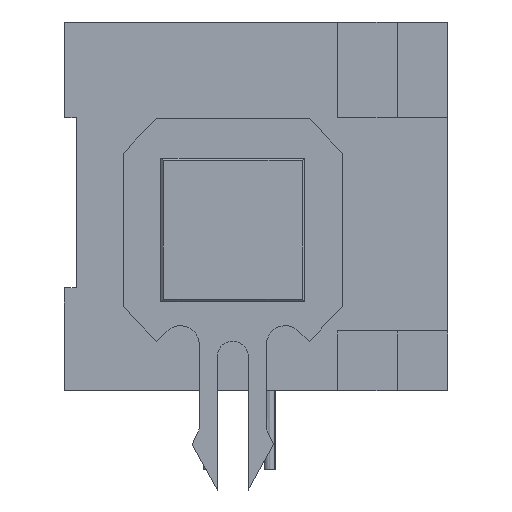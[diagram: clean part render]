
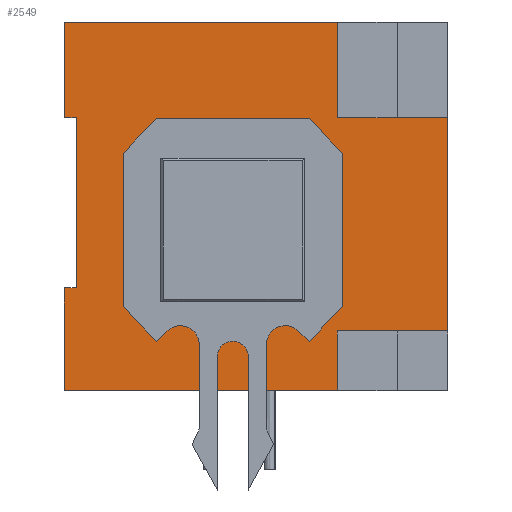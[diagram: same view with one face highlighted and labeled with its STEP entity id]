
A CAD part, left-side view. The second image highlights one B-rep face of the part: STEP entity #2549.
In plain terms, the highlighted planar face has unit normal (-1, 0, 0).
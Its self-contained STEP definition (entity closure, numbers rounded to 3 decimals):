
#2549 = ADVANCED_FACE( '', ( #5355, #5356 ), #5357, .T. );
#5355 = FACE_BOUND( '', #11339, .T. );
#5356 = FACE_OUTER_BOUND( '', #11340, .T. );
#5357 = PLANE( '', #11341 );
#11339 = EDGE_LOOP( '', ( #19218, #19219, #19220, #19221 ) );
#11340 = EDGE_LOOP( '', ( #19222, #19223, #19224, #19225, #19226, #19227, #19228, #19229, #19230, #19231, #19232, #19233 ) );
#11341 = AXIS2_PLACEMENT_3D( '', #19234, #19235, #19236 );
#19218 = ORIENTED_EDGE( '', *, *, #27459, .T. );
#19219 = ORIENTED_EDGE( '', *, *, #25798, .T. );
#19220 = ORIENTED_EDGE( '', *, *, #27491, .T. );
#19221 = ORIENTED_EDGE( '', *, *, #27492, .T. );
#19222 = ORIENTED_EDGE( '', *, *, #27493, .T. );
#19223 = ORIENTED_EDGE( '', *, *, #27494, .F. );
#19224 = ORIENTED_EDGE( '', *, *, #26026, .T. );
#19225 = ORIENTED_EDGE( '', *, *, #25175, .T. );
#19226 = ORIENTED_EDGE( '', *, *, #24757, .T. );
#19227 = ORIENTED_EDGE( '', *, *, #27495, .T. );
#19228 = ORIENTED_EDGE( '', *, *, #27496, .F. );
#19229 = ORIENTED_EDGE( '', *, *, #27024, .F. );
#19230 = ORIENTED_EDGE( '', *, *, #27497, .T. );
#19231 = ORIENTED_EDGE( '', *, *, #27498, .F. );
#19232 = ORIENTED_EDGE( '', *, *, #25712, .F. );
#19233 = ORIENTED_EDGE( '', *, *, #26050, .T. );
#19234 = CARTESIAN_POINT( '', ( -7.1, 0., 0. ) );
#19235 = DIRECTION( '', ( -1., 0., 0. ) );
#19236 = DIRECTION( '', ( 0., 0., 1. ) );
#24757 = EDGE_CURVE( '', #29221, #29222, #29223, .T. );
#25175 = EDGE_CURVE( '', #29988, #29221, #29989, .T. );
#25712 = EDGE_CURVE( '', #30911, #30912, #30913, .T. );
#25798 = EDGE_CURVE( '', #31060, #31063, #31065, .T. );
#26026 = EDGE_CURVE( '', #31456, #29988, #31457, .T. );
#26050 = EDGE_CURVE( '', #30911, #31490, #31492, .T. );
#27024 = EDGE_CURVE( '', #32999, #33000, #33001, .T. );
#27459 = EDGE_CURVE( '', #33606, #31060, #33609, .T. );
#27491 = EDGE_CURVE( '', #31063, #33658, #33659, .T. );
#27492 = EDGE_CURVE( '', #33658, #33606, #33660, .T. );
#27493 = EDGE_CURVE( '', #31490, #33661, #33662, .T. );
#27494 = EDGE_CURVE( '', #31456, #33661, #33663, .T. );
#27495 = EDGE_CURVE( '', #29222, #33664, #33665, .T. );
#27496 = EDGE_CURVE( '', #33000, #33664, #33666, .T. );
#27497 = EDGE_CURVE( '', #32999, #33667, #33668, .T. );
#27498 = EDGE_CURVE( '', #30912, #33667, #33669, .T. );
#29221 = VERTEX_POINT( '', #35807 );
#29222 = VERTEX_POINT( '', #35808 );
#29223 = LINE( '', #35809, #35810 );
#29988 = VERTEX_POINT( '', #36920 );
#29989 = LINE( '', #36921, #36922 );
#30911 = VERTEX_POINT( '', #38262 );
#30912 = VERTEX_POINT( '', #38263 );
#30913 = LINE( '', #38264, #38265 );
#31060 = VERTEX_POINT( '', #38483 );
#31063 = VERTEX_POINT( '', #38488 );
#31065 = LINE( '', #38491, #38492 );
#31456 = VERTEX_POINT( '', #39067 );
#31457 = LINE( '', #39068, #39069 );
#31490 = VERTEX_POINT( '', #39117 );
#31492 = LINE( '', #39120, #39121 );
#32999 = VERTEX_POINT( '', #41370 );
#33000 = VERTEX_POINT( '', #41371 );
#33001 = LINE( '', #41372, #41373 );
#33606 = VERTEX_POINT( '', #42285 );
#33609 = LINE( '', #42290, #42291 );
#33658 = VERTEX_POINT( '', #42364 );
#33659 = LINE( '', #42365, #42366 );
#33660 = LINE( '', #42367, #42368 );
#33661 = VERTEX_POINT( '', #42369 );
#33662 = LINE( '', #42370, #42371 );
#33663 = LINE( '', #42372, #42373 );
#33664 = VERTEX_POINT( '', #42374 );
#33665 = LINE( '', #42375, #42376 );
#33666 = LINE( '', #42377, #42378 );
#33667 = VERTEX_POINT( '', #42379 );
#33668 = LINE( '', #42380, #42381 );
#33669 = LINE( '', #42382, #42383 );
#35807 = CARTESIAN_POINT( '', ( -7.1, 8., -3.4 ) );
#35808 = CARTESIAN_POINT( '', ( -7.1, 8., -7.7 ) );
#35809 = CARTESIAN_POINT( '', ( -7.1, 8., 7.7 ) );
#35810 = VECTOR( '', #44788, 1000. );
#36920 = CARTESIAN_POINT( '', ( -7.1, 7.5, -3.4 ) );
#36921 = CARTESIAN_POINT( '', ( -7.1, 7.5, -3.4 ) );
#36922 = VECTOR( '', #45197, 1000. );
#38262 = CARTESIAN_POINT( '', ( -7.1, -3.4, 7.7 ) );
#38263 = CARTESIAN_POINT( '', ( -7.1, -3.4, 3.7 ) );
#38264 = CARTESIAN_POINT( '', ( -7.1, -3.4, 7.7 ) );
#38265 = VECTOR( '', #45721, 1000. );
#38483 = CARTESIAN_POINT( '', ( -7.1, -2.03, -3.98 ) );
#38488 = CARTESIAN_POINT( '', ( -7.1, 3.97, -3.98 ) );
#38491 = CARTESIAN_POINT( '', ( -7.1, -2.03, -3.98 ) );
#38492 = VECTOR( '', #45799, 1000. );
#39067 = CARTESIAN_POINT( '', ( -7.1, 7.5, 3.7 ) );
#39068 = CARTESIAN_POINT( '', ( -7.1, 7.5, 3.7 ) );
#39069 = VECTOR( '', #46011, 1000. );
#39117 = CARTESIAN_POINT( '', ( -7.1, 8., 7.7 ) );
#39120 = CARTESIAN_POINT( '', ( -7.1, -8., 7.7 ) );
#39121 = VECTOR( '', #46034, 1000. );
#41370 = CARTESIAN_POINT( '', ( -7.1, -8., -5.2 ) );
#41371 = CARTESIAN_POINT( '', ( -7.1, -3.4, -5.2 ) );
#41372 = CARTESIAN_POINT( '', ( -7.1, -5.9, -5.2 ) );
#41373 = VECTOR( '', #46930, 1000. );
#42285 = CARTESIAN_POINT( '', ( -7.1, -2.03, 2.02 ) );
#42290 = CARTESIAN_POINT( '', ( -7.1, -2.03, 2.02 ) );
#42291 = VECTOR( '', #47315, 1000. );
#42364 = CARTESIAN_POINT( '', ( -7.1, 3.97, 2.02 ) );
#42365 = CARTESIAN_POINT( '', ( -7.1, 3.97, -3.98 ) );
#42366 = VECTOR( '', #47346, 1000. );
#42367 = CARTESIAN_POINT( '', ( -7.1, 3.97, 2.02 ) );
#42368 = VECTOR( '', #47347, 1000. );
#42369 = CARTESIAN_POINT( '', ( -7.1, 8., 3.7 ) );
#42370 = CARTESIAN_POINT( '', ( -7.1, 8., 7.7 ) );
#42371 = VECTOR( '', #47348, 1000. );
#42372 = CARTESIAN_POINT( '', ( -7.1, 7.5, 3.7 ) );
#42373 = VECTOR( '', #47349, 1000. );
#42374 = CARTESIAN_POINT( '', ( -7.1, -3.4, -7.7 ) );
#42375 = CARTESIAN_POINT( '', ( -7.1, 8., -7.7 ) );
#42376 = VECTOR( '', #47350, 1000. );
#42377 = CARTESIAN_POINT( '', ( -7.1, -3.4, -5.2 ) );
#42378 = VECTOR( '', #47351, 1000. );
#42379 = CARTESIAN_POINT( '', ( -7.1, -8., 3.7 ) );
#42380 = CARTESIAN_POINT( '', ( -7.1, -8., -7.7 ) );
#42381 = VECTOR( '', #47352, 1000. );
#42382 = CARTESIAN_POINT( '', ( -7.1, -3.4, 3.7 ) );
#42383 = VECTOR( '', #47353, 1000. );
#44788 = DIRECTION( '', ( 0., 0., -1. ) );
#45197 = DIRECTION( '', ( 0., 1., 0. ) );
#45721 = DIRECTION( '', ( 0., 0., -1. ) );
#45799 = DIRECTION( '', ( 0., 1., 0. ) );
#46011 = DIRECTION( '', ( 0., 0., -1. ) );
#46034 = DIRECTION( '', ( 0., 1., 0. ) );
#46930 = DIRECTION( '', ( 0., 1., 0. ) );
#47315 = DIRECTION( '', ( 0., 0., -1. ) );
#47346 = DIRECTION( '', ( 0., 0., 1. ) );
#47347 = DIRECTION( '', ( 0., -1., 0. ) );
#47348 = DIRECTION( '', ( 0., 0., -1. ) );
#47349 = DIRECTION( '', ( 0., 1., 0. ) );
#47350 = DIRECTION( '', ( 0., -1., 0. ) );
#47351 = DIRECTION( '', ( 0., 0., -1. ) );
#47352 = DIRECTION( '', ( 0., 0., 1. ) );
#47353 = DIRECTION( '', ( 0., -1., 0. ) );
